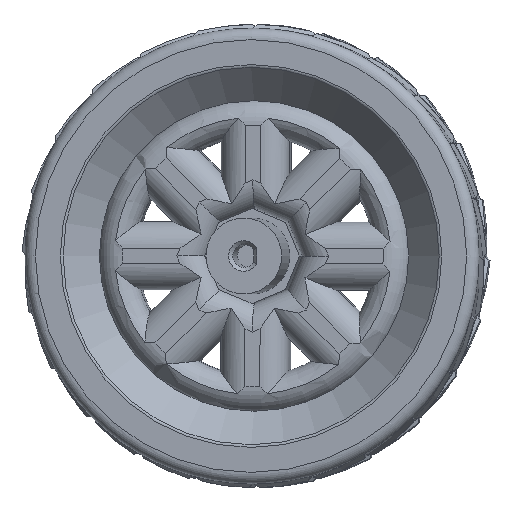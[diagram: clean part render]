
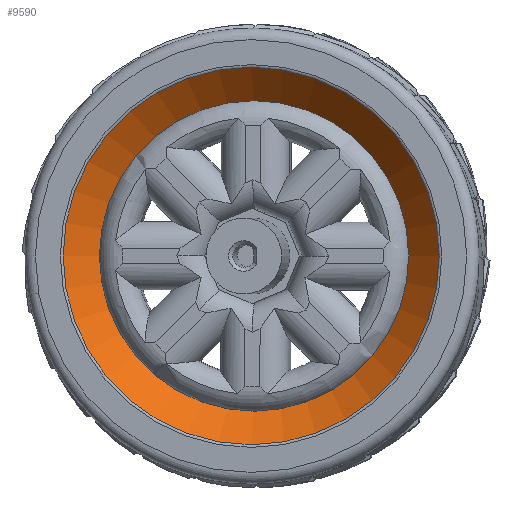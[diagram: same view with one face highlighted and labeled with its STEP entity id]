
A CAD part, left-side view. The second image highlights one B-rep face of the part: STEP entity #9590.
In plain terms, the highlighted conical face has half-angle 45 degrees and reference radius 40 mm.
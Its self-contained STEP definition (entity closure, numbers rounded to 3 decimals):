
#9540=CARTESIAN_POINT('',(149.824,97.423,45.31));
#9541=DIRECTION('',(-0.996,0.087,0.));
#9542=DIRECTION('',(0.,0.,-1.));
#9543=AXIS2_PLACEMENT_3D('',#9540,#9541,#9542);
#9544=CONICAL_SURFACE('',#9543,40.,45.);
#9545=CARTESIAN_POINT('',(140.154,98.269,-4.397));
#9546=VERTEX_POINT('',#9545);
#9547=CARTESIAN_POINT('',(148.947,97.499,4.43));
#9548=VERTEX_POINT('',#9547);
#9549=CARTESIAN_POINT('',(140.154,98.269,-4.397));
#9550=DIRECTION('',(0.704,-0.062,0.707));
#9551=VECTOR('',#9550,12.483);
#9552=LINE('',#9549,#9551);
#9553=EDGE_CURVE('',#9546,#9548,#9552,.T.);
#9554=ORIENTED_EDGE('',*,*,#9553,.F.);
#9555=CARTESIAN_POINT('',(140.154,98.269,95.017));
#9556=VERTEX_POINT('',#9555);
#9557=CARTESIAN_POINT('',(140.154,98.269,45.31));
#9558=DIRECTION('',(-0.996,0.087,-0.));
#9559=DIRECTION('',(-0.,-0.,1.));
#9560=AXIS2_PLACEMENT_3D('',#9557,#9558,#9559);
#9561=CIRCLE('',#9560,49.707);
#9562=EDGE_CURVE('',#9546,#9556,#9561,.T.);
#9563=ORIENTED_EDGE('',*,*,#9562,.T.);
#9564=CARTESIAN_POINT('',(140.154,98.269,45.31));
#9565=DIRECTION('',(-0.996,0.087,-0.));
#9566=DIRECTION('',(-0.,-0.,1.));
#9567=AXIS2_PLACEMENT_3D('',#9564,#9565,#9566);
#9568=CIRCLE('',#9567,49.707);
#9569=EDGE_CURVE('',#9556,#9546,#9568,.T.);
#9570=ORIENTED_EDGE('',*,*,#9569,.T.);
#9571=ORIENTED_EDGE('',*,*,#9553,.T.);
#9572=CARTESIAN_POINT('',(152.51,138.224,45.31));
#9573=VERTEX_POINT('',#9572);
#9574=CARTESIAN_POINT('',(148.947,97.499,45.31));
#9575=DIRECTION('',(-0.996,0.087,-0.));
#9576=DIRECTION('',(0.087,0.996,0.));
#9577=AXIS2_PLACEMENT_3D('',#9574,#9575,#9576);
#9578=CIRCLE('',#9577,40.88);
#9579=EDGE_CURVE('',#9573,#9548,#9578,.T.);
#9580=ORIENTED_EDGE('',*,*,#9579,.F.);
#9581=CARTESIAN_POINT('',(148.947,97.499,45.31));
#9582=DIRECTION('',(-0.996,0.087,-0.));
#9583=DIRECTION('',(0.087,0.996,0.));
#9584=AXIS2_PLACEMENT_3D('',#9581,#9582,#9583);
#9585=CIRCLE('',#9584,40.88);
#9586=EDGE_CURVE('',#9548,#9573,#9585,.T.);
#9587=ORIENTED_EDGE('',*,*,#9586,.F.);
#9588=EDGE_LOOP('',(#9554,#9563,#9570,#9571,#9580,#9587));
#9589=FACE_BOUND('',#9588,.T.);
#9590=ADVANCED_FACE('',(#9589),#9544,.F.);
